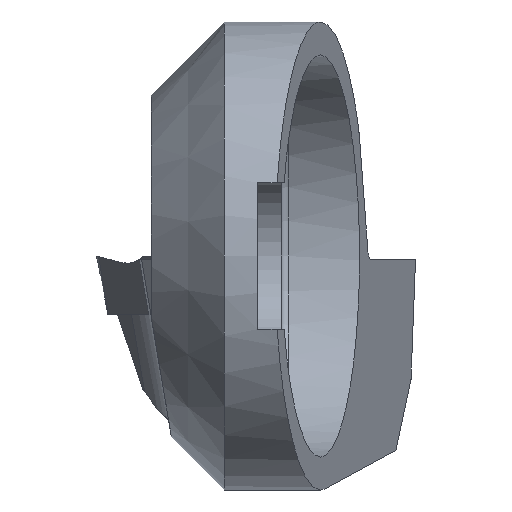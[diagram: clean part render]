
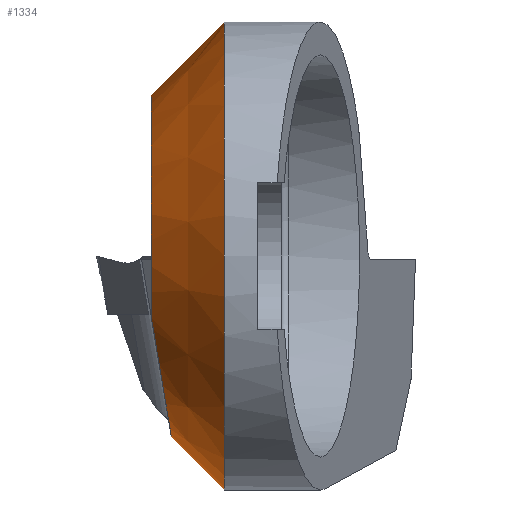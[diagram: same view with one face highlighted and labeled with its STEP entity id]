
A CAD part, front view. The second image highlights one B-rep face of the part: STEP entity #1334.
In plain terms, the highlighted conical face has half-angle 45 degrees and reference radius 6.4 mm.
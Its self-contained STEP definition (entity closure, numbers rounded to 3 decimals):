
#126 = CARTESIAN_POINT ( 'NONE',  ( -1.55, 0., 0. ) ) ;
#269 = VECTOR ( 'NONE', #3531, 1000. ) ;
#570 = EDGE_CURVE ( 'NONE', #721, #3740, #3265, .T. ) ;
#721 = VERTEX_POINT ( 'NONE', #3631 ) ;
#897 = CARTESIAN_POINT ( 'NONE',  ( -1.55, 0., -6.4 ) ) ;
#1003 = ORIENTED_EDGE ( 'NONE', *, *, #1376, .T. ) ;
#1020 = LINE ( 'NONE', #1054, #1586 ) ;
#1054 = CARTESIAN_POINT ( 'NONE',  ( -1.55, 0., -6.4 ) ) ;
#1116 = CARTESIAN_POINT ( 'NONE',  ( -3., 0., -4.95 ) ) ;
#1123 = VERTEX_POINT ( 'NONE', #1116 ) ;
#1133 = CARTESIAN_POINT ( 'NONE',  ( -1.55, 0., 6.4 ) ) ;
#1195 = CARTESIAN_POINT ( 'NONE',  ( -3., 0., -4.95 ) ) ;
#1325 = DIRECTION ( 'NONE',  ( 1., 0., 0. ) ) ;
#1334 = ADVANCED_FACE ( 'NONE', ( #2818 ), #1710, .T. ) ;
#1359 = CARTESIAN_POINT ( 'NONE',  ( -1.55, 0., 0. ) ) ;
#1376 = EDGE_CURVE ( 'NONE', #1123, #1625, #1020, .T. ) ;
#1402 = AXIS2_PLACEMENT_3D ( 'NONE', #126, #1325, #2244 ) ;
#1469 = CARTESIAN_POINT ( 'NONE',  ( -3., -2.02, -4.95 ) ) ;
#1517 = DIRECTION ( 'NONE',  ( -1., 0., 0. ) ) ;
#1586 = VECTOR ( 'NONE', #3087, 1000. ) ;
#1602 = CIRCLE ( 'NONE', #3808, 4.4 ) ;
#1625 = VERTEX_POINT ( 'NONE', #897 ) ;
#1710 = CONICAL_SURFACE ( 'NONE', #1402, 6.4, 0.785 ) ;
#1755 = CARTESIAN_POINT ( 'NONE',  ( -3.214, -3.604, -3.677 ) ) ;
#1931 = VERTEX_POINT ( 'NONE', #3481 ) ;
#1979 = EDGE_CURVE ( 'NONE', #1625, #3740, #2426, .T. ) ;
#2099 = CARTESIAN_POINT ( 'NONE',  ( -3.55, -4.066, -1.682 ) ) ;
#2150 = EDGE_CURVE ( 'NONE', #1931, #721, #1602, .T. ) ;
#2236 = CARTESIAN_POINT ( 'NONE',  ( -3.55, 0., 0. ) ) ;
#2244 = DIRECTION ( 'NONE',  ( 0., 0., -1. ) ) ;
#2426 = CIRCLE ( 'NONE', #3562, 6.4 ) ;
#2732 = ORIENTED_EDGE ( 'NONE', *, *, #2150, .F. ) ;
#2742 = DIRECTION ( 'NONE',  ( 0., 0.105, -0.995 ) ) ;
#2796 = DIRECTION ( 'NONE',  ( -1., 0., 0. ) ) ;
#2818 = FACE_OUTER_BOUND ( 'NONE', #3674, .T. ) ;
#3001 = ORIENTED_EDGE ( 'NONE', *, *, #1979, .T. ) ;
#3019 = ORIENTED_EDGE ( 'NONE', *, *, #570, .F. ) ;
#3087 = DIRECTION ( 'NONE',  ( 0.707, 0., -0.707 ) ) ;
#3116 = ORIENTED_EDGE ( 'NONE', *, *, #3368, .F. ) ;
#3265 = LINE ( 'NONE', #1133, #269 ) ;
#3280 = DIRECTION ( 'NONE',  ( 0., 0.105, -0.995 ) ) ;
#3368 = EDGE_CURVE ( 'NONE', #1123, #1931, #3408, .T. ) ;
#3408 =( BOUNDED_CURVE ( )  B_SPLINE_CURVE ( 3, ( #1195, #1469, #1755, #2099 ),
 .UNSPECIFIED., .F., .F. ) 
 B_SPLINE_CURVE_WITH_KNOTS ( ( 4, 4 ),
 ( 0., 1.34 ),
 .UNSPECIFIED. ) 
 CURVE ( )  GEOMETRIC_REPRESENTATION_ITEM ( )  RATIONAL_B_SPLINE_CURVE ( ( 1., 0.856, 0.856, 1. ) ) 
 REPRESENTATION_ITEM ( '' )  );
#3481 = CARTESIAN_POINT ( 'NONE',  ( -3.55, -4.066, -1.682 ) ) ;
#3531 = DIRECTION ( 'NONE',  ( 0.707, 0., 0.707 ) ) ;
#3562 = AXIS2_PLACEMENT_3D ( 'NONE', #1359, #1517, #3280 ) ;
#3631 = CARTESIAN_POINT ( 'NONE',  ( -3.55, 0., 4.4 ) ) ;
#3674 = EDGE_LOOP ( 'NONE', ( #3019, #2732, #3116, #1003, #3001 ) ) ;
#3740 = VERTEX_POINT ( 'NONE', #3744 ) ;
#3744 = CARTESIAN_POINT ( 'NONE',  ( -1.55, 0., 6.4 ) ) ;
#3808 = AXIS2_PLACEMENT_3D ( 'NONE', #2236, #2796, #2742 ) ;
